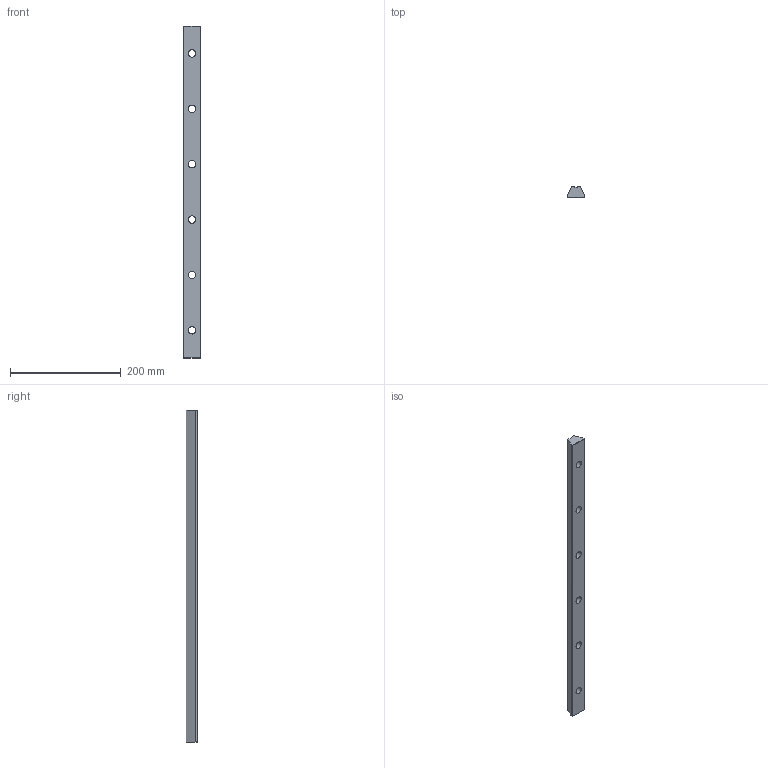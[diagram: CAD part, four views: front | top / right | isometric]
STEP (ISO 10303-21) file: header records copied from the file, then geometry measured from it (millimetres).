
FILE_DESCRIPTION(/* description */ ('Wellenunterstützung'),/* implementation_level */ '2;1');
FILE_NAME(/* name */ '151760-0.step',/* time_stamp */ '2021-08-16T08:36:34+02:00',/* author */ ('Praktikum'),/* organization */ (''),/* preprocessor_version */ 'ST-DEVELOPER v18.1',/* originating_system */ 'Autodesk Inventor 2021',/* authorisation */ '');
FILE_SCHEMA (('AUTOMOTIVE_DESIGN { 1 0 10303 214 3 1 1 }'));
Length unit declared in the file: millimetre
Products named in the file (1): 15-1760-0FZ.000
Bounding box: 30 x 20.39 x 599.5 mm (x, y, z)
Volume: 267420.3 mm3; surface area: 57605.4 mm2
Topology: 1 solids, 1 shells, 27 faces, 81 edges, 50 vertices
Faces by surface type: plane 21, cylinder 6
Full cylindrical faces by diameter (mm): 13.5 x6
Entity records: 968 total; most frequent: ORIENTED_EDGE 162, DIRECTION 161, CARTESIAN_POINT 159, EDGE_CURVE 81, LINE 57, VECTOR 57, AXIS2_PLACEMENT_3D 52, VERTEX_POINT 50
